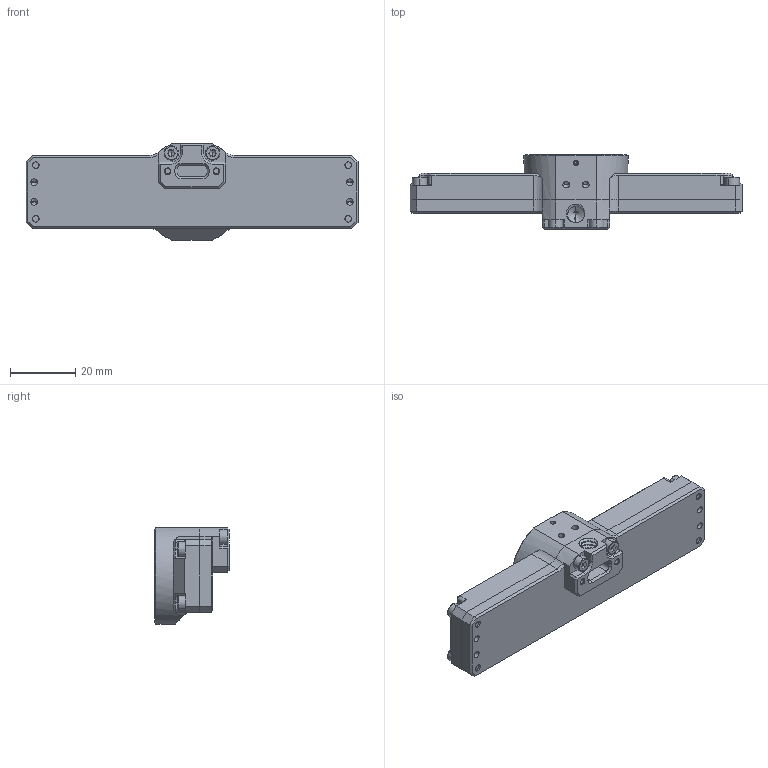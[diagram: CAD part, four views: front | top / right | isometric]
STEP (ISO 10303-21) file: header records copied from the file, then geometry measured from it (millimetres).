
FILE_DESCRIPTION (( 'STEP AP214' ), '1' );
FILE_NAME ('LP0534_mk2.STEP', '', ( '' ), ( '' ), '', '', '' );
FILE_SCHEMA (( 'AUTOMOTIVE_DESIGN' ));
Length unit declared in the file: millimetre
Products named in the file (5): socket head cap screw_din_DIN 912 M2.5 x 8 --- 8N; LP0534-P0005C; socket head cap screw_din_DIN 912 M2.5 x 10 --- 10N; LP0534-P0003C; LP0534_mk2_r
Assembly tree (8 placements, depth 2):
  LP0534_mk2_r
    LP0534-P0003C
    socket head cap screw_din_DIN 912 M2.5 x 10 --- 10N  x2
    socket head cap screw_din_DIN 912 M2.5 x 8 --- 8N  x4
    LP0534-P0005C
Bounding box: 102 x 22.9 x 29.5 mm (x, y, z)
Volume: 26979.9 mm3; surface area: 16247 mm2
Topology: 8 solids, 8 shells, 525 faces, 1241 edges, 745 vertices
Faces by surface type: plane 232, cylinder 157, cone 101, torus 24, bspline 11
Entity records: 16269 total; most frequent: CARTESIAN_POINT 6058, DIRECTION 2042, ORIENTED_EDGE 1974, EDGE_CURVE 987, AXIS2_PLACEMENT_3D 747, VERTEX_POINT 613, VECTOR 548, LINE 548
